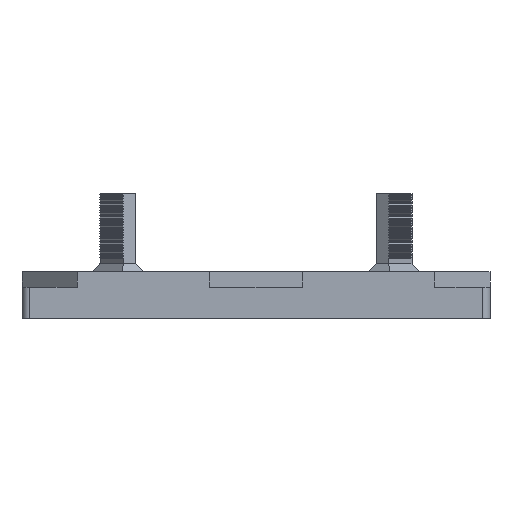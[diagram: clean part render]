
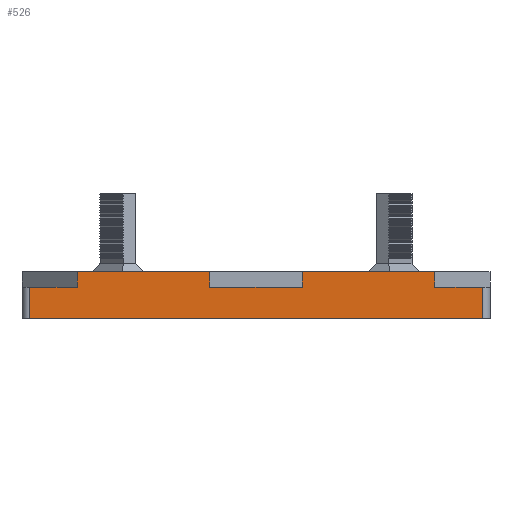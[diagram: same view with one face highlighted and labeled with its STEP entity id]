
A CAD part, front view. The second image highlights one B-rep face of the part: STEP entity #526.
In plain terms, the highlighted planar face has unit normal (0, -1, 0).
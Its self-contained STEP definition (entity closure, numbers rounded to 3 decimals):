
#133 = VERTEX_POINT('',#134);
#134 = CARTESIAN_POINT('',(-22.929,-30.,6.));
#140 = EDGE_CURVE('',#133,#141,#143,.T.);
#141 = VERTEX_POINT('',#142);
#142 = CARTESIAN_POINT('',(-5.929,-30.,6.));
#143 = LINE('',#144,#145);
#144 = CARTESIAN_POINT('',(-22.929,-30.,6.));
#145 = VECTOR('',#146,1.);
#146 = DIRECTION('',(1.,0.,0.));
#165 = VERTEX_POINT('',#166);
#166 = CARTESIAN_POINT('',(5.929,-30.,6.));
#172 = EDGE_CURVE('',#173,#165,#175,.T.);
#173 = VERTEX_POINT('',#174);
#174 = CARTESIAN_POINT('',(22.929,-30.,6.));
#175 = LINE('',#176,#177);
#176 = CARTESIAN_POINT('',(22.929,-30.,6.));
#177 = VECTOR('',#178,1.);
#178 = DIRECTION('',(-1.,0.,0.));
#508 = EDGE_CURVE('',#509,#133,#511,.T.);
#509 = VERTEX_POINT('',#510);
#510 = CARTESIAN_POINT('',(-22.929,-30.,4.));
#511 = LINE('',#512,#513);
#512 = CARTESIAN_POINT('',(-22.929,-30.,4.));
#513 = VECTOR('',#514,1.);
#514 = DIRECTION('',(0.,0.,1.));
#526 = ADVANCED_FACE('',(#527),#600,.T.);
#527 = FACE_BOUND('',#528,.T.);
#528 = EDGE_LOOP('',(#529,#539,#547,#555,#563,#569,#570,#578,#586,#592,
    #593,#594));
#529 = ORIENTED_EDGE('',*,*,#530,.F.);
#530 = EDGE_CURVE('',#531,#533,#535,.T.);
#531 = VERTEX_POINT('',#532);
#532 = CARTESIAN_POINT('',(-29.,-30.,0.));
#533 = VERTEX_POINT('',#534);
#534 = CARTESIAN_POINT('',(-29.,-30.,4.));
#535 = LINE('',#536,#537);
#536 = CARTESIAN_POINT('',(-29.,-30.,0.));
#537 = VECTOR('',#538,1.);
#538 = DIRECTION('',(0.,0.,1.));
#539 = ORIENTED_EDGE('',*,*,#540,.F.);
#540 = EDGE_CURVE('',#541,#531,#543,.T.);
#541 = VERTEX_POINT('',#542);
#542 = CARTESIAN_POINT('',(29.,-30.,0.));
#543 = LINE('',#544,#545);
#544 = CARTESIAN_POINT('',(29.,-30.,0.));
#545 = VECTOR('',#546,1.);
#546 = DIRECTION('',(-1.,0.,0.));
#547 = ORIENTED_EDGE('',*,*,#548,.T.);
#548 = EDGE_CURVE('',#541,#549,#551,.T.);
#549 = VERTEX_POINT('',#550);
#550 = CARTESIAN_POINT('',(29.,-30.,4.));
#551 = LINE('',#552,#553);
#552 = CARTESIAN_POINT('',(29.,-30.,0.));
#553 = VECTOR('',#554,1.);
#554 = DIRECTION('',(0.,0.,1.));
#555 = ORIENTED_EDGE('',*,*,#556,.T.);
#556 = EDGE_CURVE('',#549,#557,#559,.T.);
#557 = VERTEX_POINT('',#558);
#558 = CARTESIAN_POINT('',(22.929,-30.,4.));
#559 = LINE('',#560,#561);
#560 = CARTESIAN_POINT('',(29.,-30.,4.));
#561 = VECTOR('',#562,1.);
#562 = DIRECTION('',(-1.,0.,0.));
#563 = ORIENTED_EDGE('',*,*,#564,.T.);
#564 = EDGE_CURVE('',#557,#173,#565,.T.);
#565 = LINE('',#566,#567);
#566 = CARTESIAN_POINT('',(22.929,-30.,4.));
#567 = VECTOR('',#568,1.);
#568 = DIRECTION('',(0.,0.,1.));
#569 = ORIENTED_EDGE('',*,*,#172,.T.);
#570 = ORIENTED_EDGE('',*,*,#571,.F.);
#571 = EDGE_CURVE('',#572,#165,#574,.T.);
#572 = VERTEX_POINT('',#573);
#573 = CARTESIAN_POINT('',(5.929,-30.,4.));
#574 = LINE('',#575,#576);
#575 = CARTESIAN_POINT('',(5.929,-30.,4.));
#576 = VECTOR('',#577,1.);
#577 = DIRECTION('',(0.,0.,1.));
#578 = ORIENTED_EDGE('',*,*,#579,.F.);
#579 = EDGE_CURVE('',#580,#572,#582,.T.);
#580 = VERTEX_POINT('',#581);
#581 = CARTESIAN_POINT('',(-5.929,-30.,4.));
#582 = LINE('',#583,#584);
#583 = CARTESIAN_POINT('',(-29.,-30.,4.));
#584 = VECTOR('',#585,1.);
#585 = DIRECTION('',(1.,0.,0.));
#586 = ORIENTED_EDGE('',*,*,#587,.T.);
#587 = EDGE_CURVE('',#580,#141,#588,.T.);
#588 = LINE('',#589,#590);
#589 = CARTESIAN_POINT('',(-5.929,-30.,4.));
#590 = VECTOR('',#591,1.);
#591 = DIRECTION('',(0.,0.,1.));
#592 = ORIENTED_EDGE('',*,*,#140,.F.);
#593 = ORIENTED_EDGE('',*,*,#508,.F.);
#594 = ORIENTED_EDGE('',*,*,#595,.F.);
#595 = EDGE_CURVE('',#533,#509,#596,.T.);
#596 = LINE('',#597,#598);
#597 = CARTESIAN_POINT('',(-29.,-30.,4.));
#598 = VECTOR('',#599,1.);
#599 = DIRECTION('',(1.,0.,0.));
#600 = PLANE('',#601);
#601 = AXIS2_PLACEMENT_3D('',#602,#603,#604);
#602 = CARTESIAN_POINT('',(0.,-30.,2.697));
#603 = DIRECTION('',(-0.,-1.,-0.));
#604 = DIRECTION('',(0.,0.,-1.));
